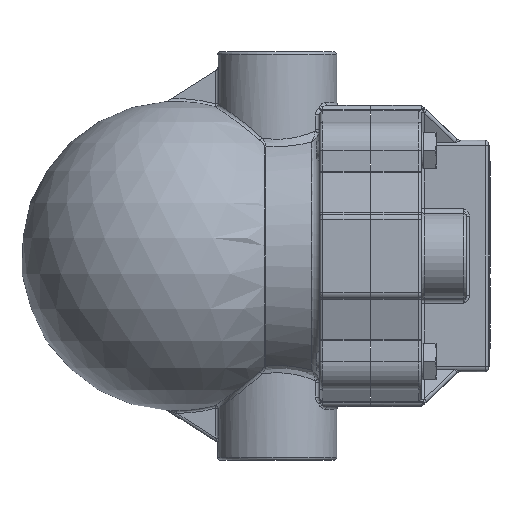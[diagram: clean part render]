
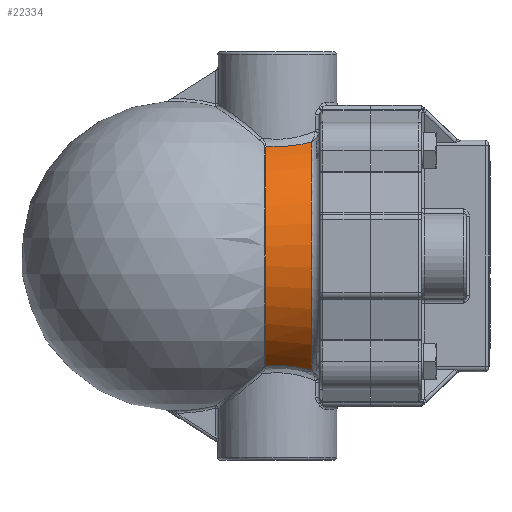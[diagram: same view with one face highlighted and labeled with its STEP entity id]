
A CAD part, left-side view. The second image highlights one B-rep face of the part: STEP entity #22334.
In plain terms, the highlighted cylindrical face has radius 45 mm (diameter 90 mm), a partial arc.
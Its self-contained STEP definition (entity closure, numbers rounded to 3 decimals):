
#4635=CYLINDRICAL_SURFACE('',#23718,45.);
#4891=FACE_OUTER_BOUND('',#6162,.T.);
#6162=EDGE_LOOP('',(#14577,#14578,#14579,#14580));
#7526=B_SPLINE_CURVE_WITH_KNOTS('',3,(#31892,#31893,#31894,#31895,#31896,
#31897),.UNSPECIFIED.,.F.,.F.,(4,1,1,4),(14.405,14.847,
15.509,16.103),.UNSPECIFIED.);
#7528=B_SPLINE_CURVE_WITH_KNOTS('',3,(#31910,#31911,#31912,#31913,#31914,
#31915),.UNSPECIFIED.,.F.,.F.,(4,1,1,4),(14.784,15.708,
16.04,16.481),.UNSPECIFIED.);
#8290=CIRCLE('',#23708,45.);
#8297=CIRCLE('',#23719,45.);
#8931=VERTEX_POINT('',#31608);
#8932=VERTEX_POINT('',#31617);
#8958=VERTEX_POINT('',#31891);
#8959=VERTEX_POINT('',#31909);
#11091=EDGE_CURVE('',#8931,#8932,#8290,.T.);
#11122=EDGE_CURVE('',#8932,#8958,#7526,.T.);
#11124=EDGE_CURVE('',#8959,#8931,#7528,.T.);
#11125=EDGE_CURVE('',#8958,#8959,#8297,.T.);
#14577=ORIENTED_EDGE('',*,*,#11091,.F.);
#14578=ORIENTED_EDGE('',*,*,#11124,.F.);
#14579=ORIENTED_EDGE('',*,*,#11125,.F.);
#14580=ORIENTED_EDGE('',*,*,#11122,.F.);
#22334=ADVANCED_FACE('',(#4891),#4635,.T.);
#23708=AXIS2_PLACEMENT_3D('',#31619,#25404,#25405);
#23718=AXIS2_PLACEMENT_3D('',#31908,#25429,#25430);
#23719=AXIS2_PLACEMENT_3D('',#31916,#25431,#25432);
#25404=DIRECTION('center_axis',(0.,1.,0.));
#25405=DIRECTION('ref_axis',(-1.,0.,0.));
#25429=DIRECTION('center_axis',(0.,1.,0.));
#25430=DIRECTION('ref_axis',(-1.,0.,0.));
#25431=DIRECTION('center_axis',(0.,-1.,0.));
#25432=DIRECTION('ref_axis',(-1.,0.,0.));
#31608=CARTESIAN_POINT('',(-22.313,4.067,-39.079));
#31617=CARTESIAN_POINT('',(-22.313,4.067,39.079));
#31619=CARTESIAN_POINT('Origin',(0.,4.067,
0.));
#31891=CARTESIAN_POINT('',(-19.564,-12.146,40.525));
#31892=CARTESIAN_POINT('Ctrl Pts',(-22.313,4.067,39.079));
#31893=CARTESIAN_POINT('Ctrl Pts',(-22.544,2.623,38.948));
#31894=CARTESIAN_POINT('Ctrl Pts',(-22.818,-1.061,
38.784));
#31895=CARTESIAN_POINT('Ctrl Pts',(-22.008,-6.702,
39.265));
#31896=CARTESIAN_POINT('Ctrl Pts',(-20.471,-10.484,
40.087));
#31897=CARTESIAN_POINT('Ctrl Pts',(-19.564,-12.145,40.525));
#31908=CARTESIAN_POINT('Origin',(0.,-15.146,0.));
#31909=CARTESIAN_POINT('',(-19.564,-12.146,-40.525));
#31910=CARTESIAN_POINT('Ctrl Pts',(-19.564,-12.14,
-40.526));
#31911=CARTESIAN_POINT('Ctrl Pts',(-20.976,-9.547,
-39.847));
#31912=CARTESIAN_POINT('Ctrl Pts',(-22.299,-5.613,
-39.087));
#31913=CARTESIAN_POINT('Ctrl Pts',(-22.734,0.048,
-38.836));
#31914=CARTESIAN_POINT('Ctrl Pts',(-22.543,2.624,-38.949));
#31915=CARTESIAN_POINT('Ctrl Pts',(-22.312,4.067,-39.08));
#31916=CARTESIAN_POINT('Origin',(0.,-12.146,0.));
